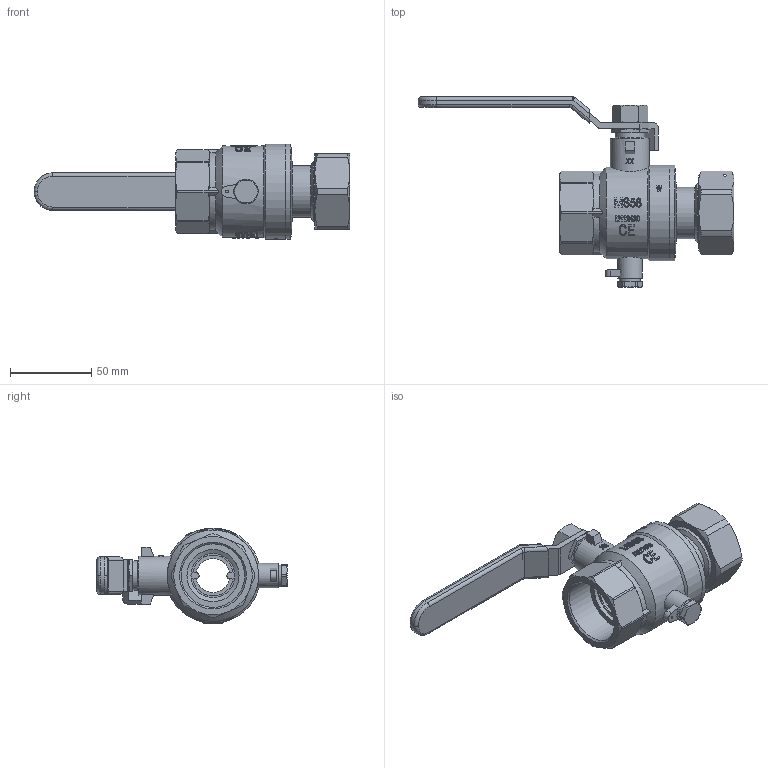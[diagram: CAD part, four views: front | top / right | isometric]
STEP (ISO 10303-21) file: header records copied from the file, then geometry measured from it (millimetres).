
FILE_DESCRIPTION(/* description */ ('Unknown'),/* implementation_level */ '2;1');
FILE_NAME(/* name */ '7226-77',/* time_stamp */ '2023-06-07T11:06:07+02:00',/* author */ ('Unknown'),/* organization */ ('Unknown'),/* preprocessor_version */ 'ST-DEVELOPER v18.102',/* originating_system */ 'Solid Edge',/* authorisation */ 'Unknown');
FILE_SCHEMA (('AUTOMOTIVE_DESIGN {1 0 10303 214 3 1 1}'));
Length unit declared in the file: millimetre
Products named in the file (20): 722-77; Stahlgriff; Mutter-st.g.; Stahl-Griff-u; Stahl-Griff; Kvrper-co; Dichtung; Schtaube; Kvrper; Einschraubteil; Kugel; Kugeldichtung.1; Verschraubung; _wm; Dichtung-_wm; s-ring; Spindel-co; Spindel; Stopfbuchse; Spindeldichtung
Assembly tree (20 placements, depth 4):
  722-77
    Stahlgriff
      Mutter-st.g.
      Stahl-Griff-u
      Stahl-Griff
    Kvrper-co
      Dichtung
      Schtaube
      Kvrper
      Einschraubteil
      Kugel
      Kugeldichtung.1  x2
      Verschraubung
        _wm
        Dichtung-_wm
        s-ring
    Spindel-co
      Spindel
      Stopfbuchse
      Spindeldichtung
Bounding box: 193.8 x 116.75 x 58.9 mm (x, y, z)
Volume: 136030.6 mm3; surface area: 96163.3 mm2
Topology: 16 solids, 16 shells, 1295 faces, 3558 edges, 2353 vertices
Faces by surface type: plane 1049, cylinder 148, cone 79, bspline 10, torus 5, sphere 4
Full cylindrical faces by diameter (mm): 1.5 x2, 5 x1, 5.9 x1, 8.92 x1, 10 x2, 10.2 x1, 10.7 x1, 13 x1, 14 x2, 14.1 x2, 14.5 x1, 15 x2, 16 x1, 18 x1, 18.3 x1, 18.38 x1, 20 x1, 20.9 x1, 22 x1, 24 x2, 27 x1, 31.5 x1, 32 x5, 36 x1, 36.5 x1, 38.9 x3, 38.952 x2, 41.7 x1, 43 x4, 50.5 x1
Entity records: 48565 total; most frequent: CARTESIAN_POINT 14198, DIRECTION 7756, ORIENTED_EDGE 6866, EDGE_CURVE 3433, AXIS2_PLACEMENT_3D 3187, VERTEX_POINT 2324, FACE_BOUND 1471, EDGE_LOOP 1470
